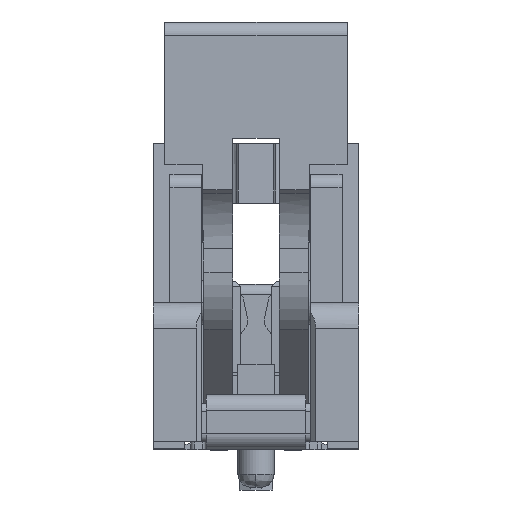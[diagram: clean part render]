
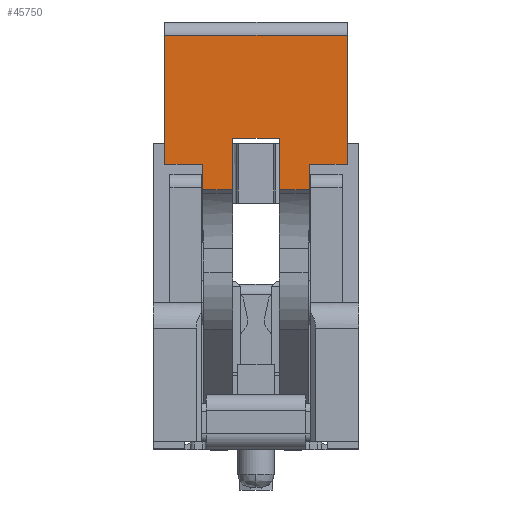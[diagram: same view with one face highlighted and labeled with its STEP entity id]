
A CAD part, left-side view. The second image highlights one B-rep face of the part: STEP entity #45750.
In plain terms, the highlighted planar face has unit normal (-1, 0, 0).
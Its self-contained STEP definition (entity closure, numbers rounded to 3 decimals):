
#44619=CARTESIAN_POINT('',(-50.4,-2.05,10.95));
#44620=VERTEX_POINT('',#44619);
#44627=CARTESIAN_POINT('',(-50.4,-2.05,9.957));
#44628=VERTEX_POINT('',#44627);
#44629=CARTESIAN_POINT('',(-50.4,-2.05,9.957));
#44630=DIRECTION('',(0.0,0.0,1.0));
#44631=VECTOR('',#44630,0.993);
#44632=LINE('',#44629,#44631);
#44633=EDGE_CURVE('',#44628,#44620,#44632,.T.);
#44908=CARTESIAN_POINT('',(-50.4,-0.9,9.957));
#44909=VERTEX_POINT('',#44908);
#44916=CARTESIAN_POINT('',(-50.4,-0.9,11.95));
#44917=VERTEX_POINT('',#44916);
#44918=CARTESIAN_POINT('',(-50.4,-0.9,9.957));
#44919=DIRECTION('',(0.0,0.0,1.0));
#44920=VECTOR('',#44919,1.993);
#44921=LINE('',#44918,#44920);
#44922=EDGE_CURVE('',#44909,#44917,#44921,.T.);
#45306=CARTESIAN_POINT('',(-50.4,0.9,11.95));
#45307=VERTEX_POINT('',#45306);
#45314=CARTESIAN_POINT('',(-50.4,0.9,9.957));
#45315=VERTEX_POINT('',#45314);
#45316=CARTESIAN_POINT('',(-50.4,0.9,11.95));
#45317=DIRECTION('',(0.0,0.0,-1.0));
#45318=VECTOR('',#45317,1.993);
#45319=LINE('',#45316,#45318);
#45320=EDGE_CURVE('',#45307,#45315,#45319,.T.);
#45637=CARTESIAN_POINT('',(-50.4,-0.9,11.95));
#45638=DIRECTION('',(0.0,1.0,0.0));
#45639=VECTOR('',#45638,1.8);
#45640=LINE('',#45637,#45639);
#45641=EDGE_CURVE('',#44917,#45307,#45640,.T.);
#45679=CARTESIAN_POINT('',(-50.4,3.5,15.626));
#45680=DIRECTION('',(-1.0,0.0,0.0));
#45681=DIRECTION('',(0.0,0.0,-1.0));
#45682=AXIS2_PLACEMENT_3D('',#45679,#45680,#45681);
#45683=PLANE('',#45682);
#45684=CARTESIAN_POINT('',(-50.4,2.05,9.957));
#45685=VERTEX_POINT('',#45684);
#45686=CARTESIAN_POINT('',(-50.4,2.05,9.957));
#45687=DIRECTION('',(0.0,-1.0,0.0));
#45688=VECTOR('',#45687,1.15);
#45689=LINE('',#45686,#45688);
#45690=EDGE_CURVE('',#45685,#45315,#45689,.T.);
#45691=ORIENTED_EDGE('',*,*,#45690,.T.);
#45692=ORIENTED_EDGE('',*,*,#45320,.F.);
#45693=ORIENTED_EDGE('',*,*,#45641,.F.);
#45694=ORIENTED_EDGE('',*,*,#44922,.F.);
#45695=CARTESIAN_POINT('',(-50.4,-2.05,9.957));
#45696=DIRECTION('',(0.0,1.0,0.0));
#45697=VECTOR('',#45696,1.15);
#45698=LINE('',#45695,#45697);
#45699=EDGE_CURVE('',#44628,#44909,#45698,.T.);
#45700=ORIENTED_EDGE('',*,*,#45699,.F.);
#45701=ORIENTED_EDGE('',*,*,#44633,.T.);
#45702=CARTESIAN_POINT('',(-50.4,-3.5,10.95));
#45703=VERTEX_POINT('',#45702);
#45704=CARTESIAN_POINT('',(-50.4,-2.05,10.95));
#45705=DIRECTION('',(0.0,-1.0,0.0));
#45706=VECTOR('',#45705,1.45);
#45707=LINE('',#45704,#45706);
#45708=EDGE_CURVE('',#44620,#45703,#45707,.T.);
#45709=ORIENTED_EDGE('',*,*,#45708,.T.);
#45710=CARTESIAN_POINT('',(-50.4,-3.5,15.902));
#45711=VERTEX_POINT('',#45710);
#45712=CARTESIAN_POINT('',(-50.4,-3.5,15.902));
#45713=DIRECTION('',(0.0,0.0,-1.0));
#45714=VECTOR('',#45713,4.952);
#45715=LINE('',#45712,#45714);
#45716=EDGE_CURVE('',#45711,#45703,#45715,.T.);
#45717=ORIENTED_EDGE('',*,*,#45716,.F.);
#45718=CARTESIAN_POINT('',(-50.4,3.5,15.902));
#45719=VERTEX_POINT('',#45718);
#45720=CARTESIAN_POINT('',(-50.4,3.5,15.902));
#45721=DIRECTION('',(0.0,-1.0,0.0));
#45722=VECTOR('',#45721,7.0);
#45723=LINE('',#45720,#45722);
#45724=EDGE_CURVE('',#45719,#45711,#45723,.T.);
#45725=ORIENTED_EDGE('',*,*,#45724,.F.);
#45726=CARTESIAN_POINT('',(-50.4,3.5,10.95));
#45727=VERTEX_POINT('',#45726);
#45728=CARTESIAN_POINT('',(-50.4,3.5,10.95));
#45729=DIRECTION('',(0.0,0.0,1.0));
#45730=VECTOR('',#45729,4.952);
#45731=LINE('',#45728,#45730);
#45732=EDGE_CURVE('',#45727,#45719,#45731,.T.);
#45733=ORIENTED_EDGE('',*,*,#45732,.F.);
#45734=CARTESIAN_POINT('',(-50.4,2.05,10.95));
#45735=VERTEX_POINT('',#45734);
#45736=CARTESIAN_POINT('',(-50.4,2.05,10.95));
#45737=DIRECTION('',(0.0,1.0,0.0));
#45738=VECTOR('',#45737,1.45);
#45739=LINE('',#45736,#45738);
#45740=EDGE_CURVE('',#45735,#45727,#45739,.T.);
#45741=ORIENTED_EDGE('',*,*,#45740,.F.);
#45742=CARTESIAN_POINT('',(-50.4,2.05,9.957));
#45743=DIRECTION('',(0.0,0.0,1.0));
#45744=VECTOR('',#45743,0.993);
#45745=LINE('',#45742,#45744);
#45746=EDGE_CURVE('',#45685,#45735,#45745,.T.);
#45747=ORIENTED_EDGE('',*,*,#45746,.F.);
#45748=EDGE_LOOP('',(#45691,#45692,#45693,#45694,#45700,#45701,#45709,#45717,#45725,#45733,#45741,#45747));
#45749=FACE_OUTER_BOUND('',#45748,.T.);
#45750=ADVANCED_FACE('',(#45749),#45683,.T.);
